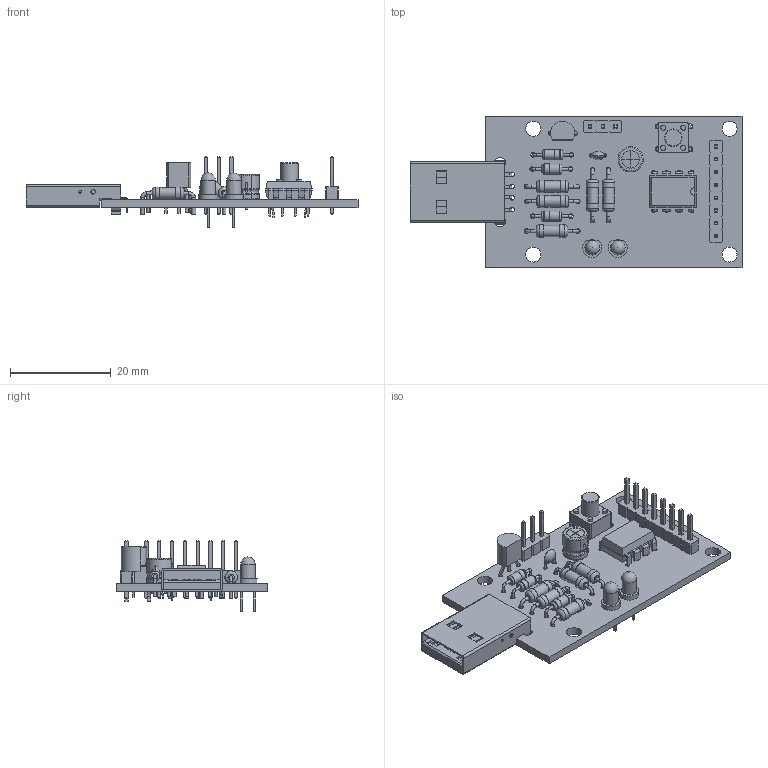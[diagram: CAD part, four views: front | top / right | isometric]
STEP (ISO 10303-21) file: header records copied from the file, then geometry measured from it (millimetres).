
FILE_DESCRIPTION(('KiCad electronic assembly'),'2;1');
FILE_NAME('Franzininho.step','2021-02-06T11:06:24',('An Author'),( 'A Company'),'Open CASCADE STEP processor 6.9', 'KiCad to STEP converter','Unknown');
FILE_SCHEMA(('AUTOMOTIVE_DESIGN { 1 0 10303 214 1 1 1 1 }'));
Length unit declared in the file: millimetre
Products named in the file (24): Open CASCADE STEP translator 6.9 1; LED_D3.0mm_Clear; SOLID; USB-AM-S-F-B-TH; COMPOUND; D_DO-35_SOD27_P7.62mm_Horizontal; C_Disc_D3.0mm_W1.6mm_P2.50mm; R_Axial_DIN0207_L6.3mm_D2.5mm_P10.16mm_Horizontal; PinHeader_1x08_P2.54mm_Vertical; PinHeader_1x03_P2.54mm_Vertical; SW_PUSH_6mm_H7.3mm; TO-92_Inline_Wide; DIP-8_W7.62mm; CP_Radial_D5.0mm_P2.50mm
Assembly tree (30 placements, depth 3):
  Open CASCADE STEP translator 6.9 1
    LED_D3.0mm_Clear  x2
      SOLID
    USB-AM-S-F-B-TH
      COMPOUND
    D_DO-35_SOD27_P7.62mm_Horizontal  x3
      COMPOUND
    C_Disc_D3.0mm_W1.6mm_P2.50mm
      SOLID
    R_Axial_DIN0207_L6.3mm_D2.5mm_P10.16mm_Horizontal  x5
      SOLID
    PinHeader_1x08_P2.54mm_Vertical
      SOLID
    PinHeader_1x03_P2.54mm_Vertical
      SOLID
    SW_PUSH_6mm_H7.3mm
      SOLID
    TO-92_Inline_Wide
      SOLID
    DIP-8_W7.62mm
      SOLID
    CP_Radial_D5.0mm_P2.50mm
      SOLID
    COMPOUND
Bounding box: 65.98 x 30.03 x 14.04 mm (x, y, z)
Volume: 4037.1 mm3; surface area: 7840 mm2
Topology: 24 solids, 25 shells, 1064 faces, 2642 edges, 1685 vertices
Faces by surface type: plane 759, cylinder 231, torus 35, bspline 28, revolution 7, sphere 4
Full cylindrical faces by diameter (mm): 0.5 x13, 0.55 x2, 0.6 x20, 0.8 x13, 0.813 x6, 0.89 x2, 0.9 x16, 0.914 x4, 1 x6, 1.016 x15, 1.1 x2, 2 x6, 2.02 x3, 2.2 x2, 2.25 x5, 2.5 x10, 2.9 x2, 3 x4, 3.5 x1
Entity records: 69537 total; most frequent: CARTESIAN_POINT 14478, DIRECTION 9385, LINE 6358, VECTOR 6358, ORIENTED_EDGE 4896, PCURVE 4896, DEFINITIONAL_REPRESENTATION 4896, EDGE_CURVE 2448
